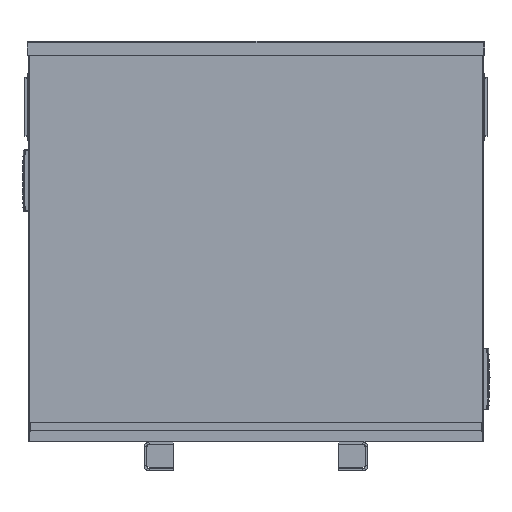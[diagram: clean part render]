
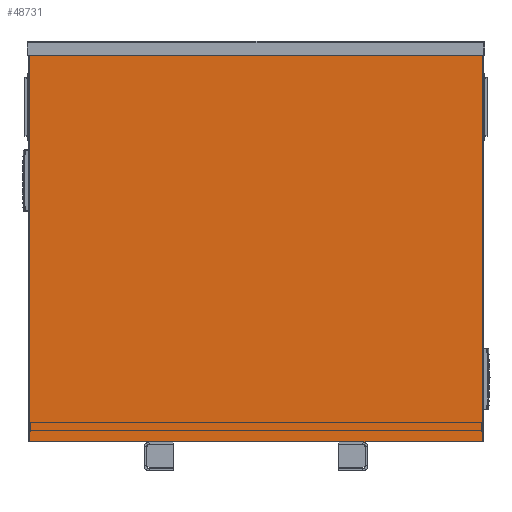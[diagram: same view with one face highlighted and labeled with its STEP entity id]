
A CAD part, left-side view. The second image highlights one B-rep face of the part: STEP entity #48731.
In plain terms, the highlighted planar face has unit normal (-1, 0, 0).
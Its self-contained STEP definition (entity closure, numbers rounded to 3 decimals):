
#5664=FACE_OUTER_BOUND('',#8410,.T.);
#8410=EDGE_LOOP('',(#32101,#32102,#32103,#32104));
#11546=LINE('',#72445,#15332);
#11553=LINE('',#72464,#15339);
#11555=LINE('',#72474,#15341);
#11556=LINE('',#72475,#15342);
#15332=VECTOR('',#57675,10.);
#15339=VECTOR('',#57698,10.);
#15341=VECTOR('',#57712,10.);
#15342=VECTOR('',#57713,10.);
#19121=VERTEX_POINT('',#72442);
#19122=VERTEX_POINT('',#72444);
#19126=VERTEX_POINT('',#72458);
#19128=VERTEX_POINT('',#72473);
#24214=EDGE_CURVE('',#19121,#19122,#11546,.T.);
#24224=EDGE_CURVE('',#19121,#19126,#11553,.T.);
#24229=EDGE_CURVE('',#19126,#19128,#11555,.T.);
#24230=EDGE_CURVE('',#19122,#19128,#11556,.T.);
#32101=ORIENTED_EDGE('',*,*,#24224,.T.);
#32102=ORIENTED_EDGE('',*,*,#24229,.T.);
#32103=ORIENTED_EDGE('',*,*,#24230,.F.);
#32104=ORIENTED_EDGE('',*,*,#24214,.F.);
#46275=PLANE('',#51553);
#48731=ADVANCED_FACE('',(#5664),#46275,.T.);
#51553=AXIS2_PLACEMENT_3D('',#72472,#57710,#57711);
#57675=DIRECTION('',(0.,1.,0.));
#57698=DIRECTION('',(0.,0.,1.));
#57710=DIRECTION('center_axis',(-1.,0.,0.));
#57711=DIRECTION('ref_axis',(0.,-1.,0.));
#57712=DIRECTION('',(0.,1.,0.));
#57713=DIRECTION('',(0.,0.,1.));
#72442=CARTESIAN_POINT('',(-6.,3.,16.5));
#72444=CARTESIAN_POINT('',(-6.,1893.,16.5));
#72445=CARTESIAN_POINT('',(-6.,-3.,16.5));
#72458=CARTESIAN_POINT('',(-6.,3.,1676.));
#72464=CARTESIAN_POINT('',(-6.,3.,432.875));
#72472=CARTESIAN_POINT('Origin',(-6.,945.,849.25));
#72473=CARTESIAN_POINT('',(-6.,1893.,1676.));
#72474=CARTESIAN_POINT('',(-6.,1419.,1676.));
#72475=CARTESIAN_POINT('',(-6.,1893.,16.5));
